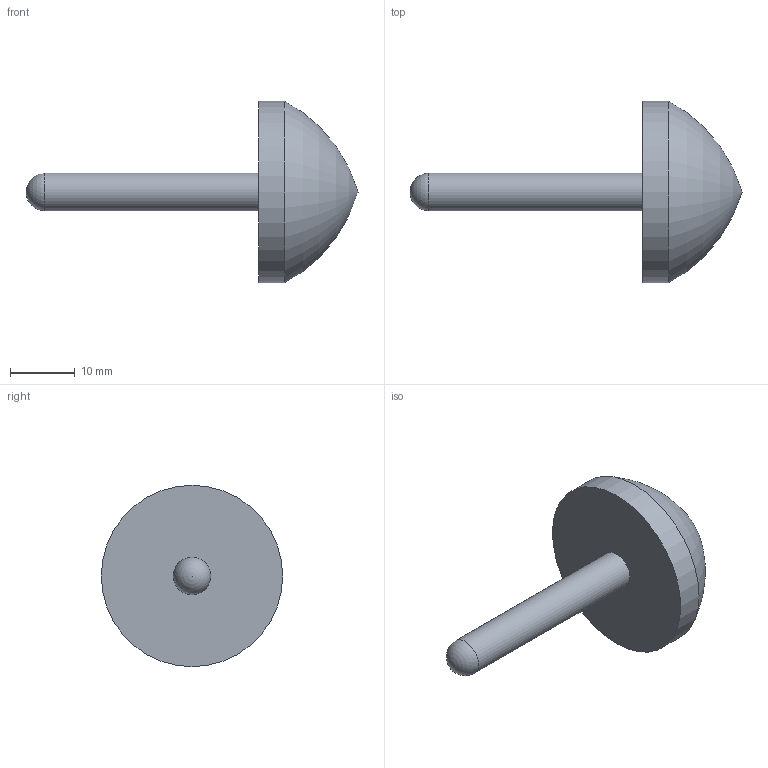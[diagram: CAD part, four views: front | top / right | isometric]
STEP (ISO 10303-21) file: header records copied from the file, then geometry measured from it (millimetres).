
FILE_DESCRIPTION(/* description */ ('STEP AP242','CAx-IF Rec.Pracs.---Representation and Presentation of Product Manufacturing Information (PMI)---4.0---2014-10-13','CAx-IF Rec.Pracs.---3D Tessellated Geometry---0.4---2014-09-14','2;1'),/* implementation_level */ '2;1');
FILE_NAME(/* name */ '6765451a4fa14f3c59c01bab',/* time_stamp */ '2024-12-20T10:21:15Z',/* author */ (''),/* organization */ (''),/* preprocessor_version */ 'ST-DEVELOPER v20',/* originating_system */ 'ONSHAPE BY PTC INC, 1.191',/* authorisation */ ' ');
FILE_SCHEMA (('AP242_MANAGED_MODEL_BASED_3D_ENGINEERING_MIM_LF { 1 0 10303 442 1 1 4 }'));
Length unit declared in the file: millimetre
Products named in the file (6): Arc2; Line3; Part 1; Line2; Arc1; Line1
Bounding box: 51.18 x 27.96 x 27.96 mm (x, y, z)
Volume: 6729.3 mm3; surface area: 2493 mm2
Topology: 1 solids, 1 shells, 5 faces, 18 edges, 19 vertices
Faces by surface type: cylinder 2, sphere 1, plane 1, torus 1
Full cylindrical faces by diameter (mm): 5.8 x1, 27.958 x1
Entity records: 294 total; most frequent: DIRECTION 37, CARTESIAN_POINT 25, AXIS2_PLACEMENT_3D 17, STYLED_ITEM 11, PRESENTATION_STYLE_ASSIGNMENT 11, CURVE_STYLE 10, DRAUGHTING_PRE_DEFINED_CURVE_FONT 10, FACE_BOUND 9
